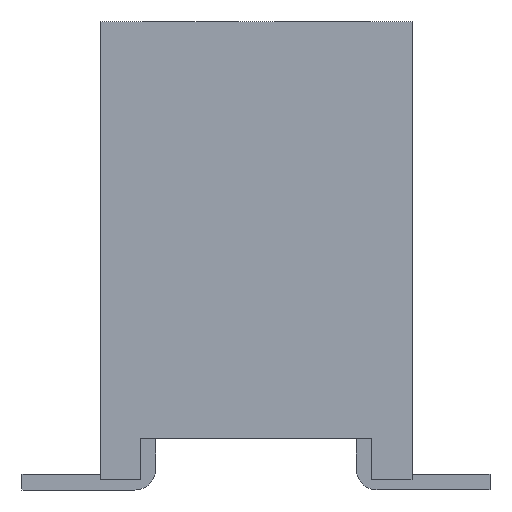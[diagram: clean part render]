
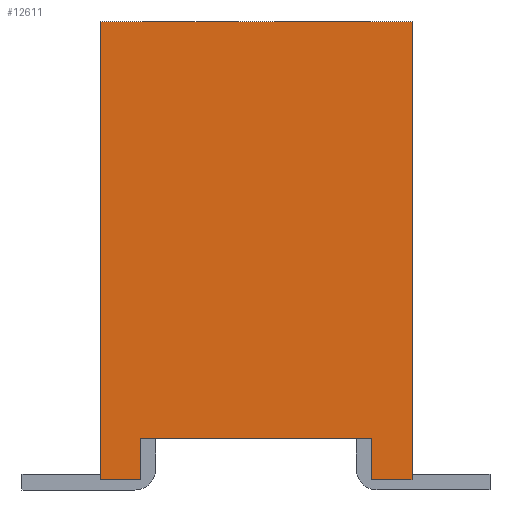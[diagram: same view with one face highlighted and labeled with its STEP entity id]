
A CAD part, front view. The second image highlights one B-rep face of the part: STEP entity #12611.
In plain terms, the highlighted planar face has unit normal (0, -1, 0).
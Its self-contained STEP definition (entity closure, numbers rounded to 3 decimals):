
#72 = PLANE('',#73);
#73 = AXIS2_PLACEMENT_3D('',#74,#75,#76);
#74 = CARTESIAN_POINT('',(-1.5,7.215,4.));
#75 = DIRECTION('',(1.,0.,0.));
#76 = DIRECTION('',(0.,1.,0.));
#126 = PLANE('',#127);
#127 = AXIS2_PLACEMENT_3D('',#128,#129,#130);
#128 = CARTESIAN_POINT('',(-1.115,-5.95,4.));
#129 = DIRECTION('',(1.,0.,0.));
#130 = DIRECTION('',(0.,1.,0.));
#344 = PLANE('',#345);
#345 = AXIS2_PLACEMENT_3D('',#346,#347,#348);
#346 = CARTESIAN_POINT('',(1.115,-6.75,4.));
#347 = DIRECTION('',(-1.,0.,0.));
#348 = DIRECTION('',(0.,-1.,0.));
#398 = PLANE('',#399);
#399 = AXIS2_PLACEMENT_3D('',#400,#401,#402);
#400 = CARTESIAN_POINT('',(1.5,-7.215,4.));
#401 = DIRECTION('',(-1.,0.,0.));
#402 = DIRECTION('',(0.,-1.,0.));
#644 = PLANE('',#645);
#645 = AXIS2_PLACEMENT_3D('',#646,#647,#648);
#646 = CARTESIAN_POINT('',(0.,0.,0.1));
#647 = DIRECTION('',(0.,0.,1.));
#648 = DIRECTION('',(1.,0.,0.));
#669 = VERTEX_POINT('',#670);
#670 = CARTESIAN_POINT('',(-1.115,-7.215,0.1));
#691 = EDGE_CURVE('',#692,#669,#694,.T.);
#692 = VERTEX_POINT('',#693);
#693 = CARTESIAN_POINT('',(-1.5,-7.215,0.1));
#694 = SURFACE_CURVE('',#695,(#699,#706),.PCURVE_S1.);
#695 = LINE('',#696,#697);
#696 = CARTESIAN_POINT('',(-1.5,-7.215,0.1));
#697 = VECTOR('',#698,1.);
#698 = DIRECTION('',(1.,0.,0.));
#699 = PCURVE('',#644,#700);
#700 = DEFINITIONAL_REPRESENTATION('',(#701),#705);
#701 = LINE('',#702,#703);
#702 = CARTESIAN_POINT('',(-1.5,-7.215));
#703 = VECTOR('',#704,1.);
#704 = DIRECTION('',(1.,0.));
#705 = ( GEOMETRIC_REPRESENTATION_CONTEXT(2) 
PARAMETRIC_REPRESENTATION_CONTEXT() REPRESENTATION_CONTEXT('2D SPACE',''
  ) );
#706 = PCURVE('',#707,#712);
#707 = PLANE('',#708);
#708 = AXIS2_PLACEMENT_3D('',#709,#710,#711);
#709 = CARTESIAN_POINT('',(-1.5,-7.215,4.));
#710 = DIRECTION('',(0.,1.,0.));
#711 = DIRECTION('',(-1.,0.,0.));
#712 = DEFINITIONAL_REPRESENTATION('',(#713),#717);
#713 = LINE('',#714,#715);
#714 = CARTESIAN_POINT('',(0.,-3.9));
#715 = VECTOR('',#716,1.);
#716 = DIRECTION('',(-1.,0.));
#717 = ( GEOMETRIC_REPRESENTATION_CONTEXT(2) 
PARAMETRIC_REPRESENTATION_CONTEXT() REPRESENTATION_CONTEXT('2D SPACE',''
  ) );
#754 = PLANE('',#755);
#755 = AXIS2_PLACEMENT_3D('',#756,#757,#758);
#756 = CARTESIAN_POINT('',(0.,0.,0.1));
#757 = DIRECTION('',(0.,0.,1.));
#758 = DIRECTION('',(1.,0.,0.));
#779 = VERTEX_POINT('',#780);
#780 = CARTESIAN_POINT('',(1.5,-7.215,0.1));
#801 = EDGE_CURVE('',#802,#779,#804,.T.);
#802 = VERTEX_POINT('',#803);
#803 = CARTESIAN_POINT('',(1.115,-7.215,0.1));
#804 = SURFACE_CURVE('',#805,(#809,#816),.PCURVE_S1.);
#805 = LINE('',#806,#807);
#806 = CARTESIAN_POINT('',(-1.5,-7.215,0.1));
#807 = VECTOR('',#808,1.);
#808 = DIRECTION('',(1.,0.,0.));
#809 = PCURVE('',#754,#810);
#810 = DEFINITIONAL_REPRESENTATION('',(#811),#815);
#811 = LINE('',#812,#813);
#812 = CARTESIAN_POINT('',(-1.5,-7.215));
#813 = VECTOR('',#814,1.);
#814 = DIRECTION('',(1.,0.));
#815 = ( GEOMETRIC_REPRESENTATION_CONTEXT(2) 
PARAMETRIC_REPRESENTATION_CONTEXT() REPRESENTATION_CONTEXT('2D SPACE',''
  ) );
#816 = PCURVE('',#707,#817);
#817 = DEFINITIONAL_REPRESENTATION('',(#818),#822);
#818 = LINE('',#819,#820);
#819 = CARTESIAN_POINT('',(0.,-3.9));
#820 = VECTOR('',#821,1.);
#821 = DIRECTION('',(-1.,0.));
#822 = ( GEOMETRIC_REPRESENTATION_CONTEXT(2) 
PARAMETRIC_REPRESENTATION_CONTEXT() REPRESENTATION_CONTEXT('2D SPACE',''
  ) );
#1876 = PLANE('',#1877);
#1877 = AXIS2_PLACEMENT_3D('',#1878,#1879,#1880);
#1878 = CARTESIAN_POINT('',(0.,0.,0.5)
  );
#1879 = DIRECTION('',(0.,0.,1.));
#1880 = DIRECTION('',(1.,0.,0.));
#3043 = VERTEX_POINT('',#3044);
#3044 = CARTESIAN_POINT('',(-1.115,-7.215,0.5));
#3065 = EDGE_CURVE('',#3043,#669,#3066,.T.);
#3066 = SURFACE_CURVE('',#3067,(#3071,#3078),.PCURVE_S1.);
#3067 = LINE('',#3068,#3069);
#3068 = CARTESIAN_POINT('',(-1.115,-7.215,0.5));
#3069 = VECTOR('',#3070,1.);
#3070 = DIRECTION('',(0.,0.,-1.));
#3071 = PCURVE('',#126,#3072);
#3072 = DEFINITIONAL_REPRESENTATION('',(#3073),#3077);
#3073 = LINE('',#3074,#3075);
#3074 = CARTESIAN_POINT('',(-1.265,-3.5));
#3075 = VECTOR('',#3076,1.);
#3076 = DIRECTION('',(-0.,-1.));
#3077 = ( GEOMETRIC_REPRESENTATION_CONTEXT(2) 
PARAMETRIC_REPRESENTATION_CONTEXT() REPRESENTATION_CONTEXT('2D SPACE',''
  ) );
#3078 = PCURVE('',#707,#3079);
#3079 = DEFINITIONAL_REPRESENTATION('',(#3080),#3084);
#3080 = LINE('',#3081,#3082);
#3081 = CARTESIAN_POINT('',(-0.385,-3.5));
#3082 = VECTOR('',#3083,1.);
#3083 = DIRECTION('',(0.,-1.));
#3084 = ( GEOMETRIC_REPRESENTATION_CONTEXT(2) 
PARAMETRIC_REPRESENTATION_CONTEXT() REPRESENTATION_CONTEXT('2D SPACE',''
  ) );
#6277 = EDGE_CURVE('',#6278,#802,#6280,.T.);
#6278 = VERTEX_POINT('',#6279);
#6279 = CARTESIAN_POINT('',(1.115,-7.215,0.5));
#6280 = SURFACE_CURVE('',#6281,(#6285,#6292),.PCURVE_S1.);
#6281 = LINE('',#6282,#6283);
#6282 = CARTESIAN_POINT('',(1.115,-7.215,0.5));
#6283 = VECTOR('',#6284,1.);
#6284 = DIRECTION('',(0.,0.,-1.));
#6285 = PCURVE('',#344,#6286);
#6286 = DEFINITIONAL_REPRESENTATION('',(#6287),#6291);
#6287 = LINE('',#6288,#6289);
#6288 = CARTESIAN_POINT('',(0.465,-3.5));
#6289 = VECTOR('',#6290,1.);
#6290 = DIRECTION('',(0.,-1.));
#6291 = ( GEOMETRIC_REPRESENTATION_CONTEXT(2) 
PARAMETRIC_REPRESENTATION_CONTEXT() REPRESENTATION_CONTEXT('2D SPACE',''
  ) );
#6292 = PCURVE('',#707,#6293);
#6293 = DEFINITIONAL_REPRESENTATION('',(#6294),#6298);
#6294 = LINE('',#6295,#6296);
#6295 = CARTESIAN_POINT('',(-2.615,-3.5));
#6296 = VECTOR('',#6297,1.);
#6297 = DIRECTION('',(0.,-1.));
#6298 = ( GEOMETRIC_REPRESENTATION_CONTEXT(2) 
PARAMETRIC_REPRESENTATION_CONTEXT() REPRESENTATION_CONTEXT('2D SPACE',''
  ) );
#11925 = PLANE('',#11926);
#11926 = AXIS2_PLACEMENT_3D('',#11927,#11928,#11929);
#11927 = CARTESIAN_POINT('',(1.09,7.215,4.5));
#11928 = DIRECTION('',(0.,0.,-1.));
#11929 = DIRECTION('',(-1.,0.,0.));
#12500 = VERTEX_POINT('',#12501);
#12501 = CARTESIAN_POINT('',(1.5,-7.215,4.5));
#12522 = EDGE_CURVE('',#12500,#779,#12523,.T.);
#12523 = SURFACE_CURVE('',#12524,(#12528,#12535),.PCURVE_S1.);
#12524 = LINE('',#12525,#12526);
#12525 = CARTESIAN_POINT('',(1.5,-7.215,4.));
#12526 = VECTOR('',#12527,1.);
#12527 = DIRECTION('',(0.,0.,-1.));
#12528 = PCURVE('',#398,#12529);
#12529 = DEFINITIONAL_REPRESENTATION('',(#12530),#12534);
#12530 = LINE('',#12531,#12532);
#12531 = CARTESIAN_POINT('',(0.,0.));
#12532 = VECTOR('',#12533,1.);
#12533 = DIRECTION('',(0.,-1.));
#12534 = ( GEOMETRIC_REPRESENTATION_CONTEXT(2) 
PARAMETRIC_REPRESENTATION_CONTEXT() REPRESENTATION_CONTEXT('2D SPACE',''
  ) );
#12535 = PCURVE('',#707,#12536);
#12536 = DEFINITIONAL_REPRESENTATION('',(#12537),#12541);
#12537 = LINE('',#12538,#12539);
#12538 = CARTESIAN_POINT('',(-3.,0.));
#12539 = VECTOR('',#12540,1.);
#12540 = DIRECTION('',(0.,-1.));
#12541 = ( GEOMETRIC_REPRESENTATION_CONTEXT(2) 
PARAMETRIC_REPRESENTATION_CONTEXT() REPRESENTATION_CONTEXT('2D SPACE',''
  ) );
#12611 = ADVANCED_FACE('',(#12612),#707,.F.);
#12612 = FACE_BOUND('',#12613,.T.);
#12613 = EDGE_LOOP('',(#12614,#12615,#12636,#12637,#12638,#12639,#12662,
    #12683));
#12614 = ORIENTED_EDGE('',*,*,#3065,.F.);
#12615 = ORIENTED_EDGE('',*,*,#12616,.T.);
#12616 = EDGE_CURVE('',#3043,#6278,#12617,.T.);
#12617 = SURFACE_CURVE('',#12618,(#12622,#12629),.PCURVE_S1.);
#12618 = LINE('',#12619,#12620);
#12619 = CARTESIAN_POINT('',(-1.115,-7.215,0.5));
#12620 = VECTOR('',#12621,1.);
#12621 = DIRECTION('',(1.,0.,0.));
#12622 = PCURVE('',#707,#12623);
#12623 = DEFINITIONAL_REPRESENTATION('',(#12624),#12628);
#12624 = LINE('',#12625,#12626);
#12625 = CARTESIAN_POINT('',(-0.385,-3.5));
#12626 = VECTOR('',#12627,1.);
#12627 = DIRECTION('',(-1.,0.));
#12628 = ( GEOMETRIC_REPRESENTATION_CONTEXT(2) 
PARAMETRIC_REPRESENTATION_CONTEXT() REPRESENTATION_CONTEXT('2D SPACE',''
  ) );
#12629 = PCURVE('',#1876,#12630);
#12630 = DEFINITIONAL_REPRESENTATION('',(#12631),#12635);
#12631 = LINE('',#12632,#12633);
#12632 = CARTESIAN_POINT('',(-1.115,-7.215));
#12633 = VECTOR('',#12634,1.);
#12634 = DIRECTION('',(1.,0.));
#12635 = ( GEOMETRIC_REPRESENTATION_CONTEXT(2) 
PARAMETRIC_REPRESENTATION_CONTEXT() REPRESENTATION_CONTEXT('2D SPACE',''
  ) );
#12636 = ORIENTED_EDGE('',*,*,#6277,.T.);
#12637 = ORIENTED_EDGE('',*,*,#801,.T.);
#12638 = ORIENTED_EDGE('',*,*,#12522,.F.);
#12639 = ORIENTED_EDGE('',*,*,#12640,.F.);
#12640 = EDGE_CURVE('',#12641,#12500,#12643,.T.);
#12641 = VERTEX_POINT('',#12642);
#12642 = CARTESIAN_POINT('',(-1.5,-7.215,4.5));
#12643 = SURFACE_CURVE('',#12644,(#12648,#12655),.PCURVE_S1.);
#12644 = LINE('',#12645,#12646);
#12645 = CARTESIAN_POINT('',(1.09,-7.215,4.5));
#12646 = VECTOR('',#12647,1.);
#12647 = DIRECTION('',(1.,0.,0.));
#12648 = PCURVE('',#707,#12649);
#12649 = DEFINITIONAL_REPRESENTATION('',(#12650),#12654);
#12650 = LINE('',#12651,#12652);
#12651 = CARTESIAN_POINT('',(-2.59,0.5));
#12652 = VECTOR('',#12653,1.);
#12653 = DIRECTION('',(-1.,0.));
#12654 = ( GEOMETRIC_REPRESENTATION_CONTEXT(2) 
PARAMETRIC_REPRESENTATION_CONTEXT() REPRESENTATION_CONTEXT('2D SPACE',''
  ) );
#12655 = PCURVE('',#11925,#12656);
#12656 = DEFINITIONAL_REPRESENTATION('',(#12657),#12661);
#12657 = LINE('',#12658,#12659);
#12658 = CARTESIAN_POINT('',(0.,-14.43));
#12659 = VECTOR('',#12660,1.);
#12660 = DIRECTION('',(-1.,0.));
#12661 = ( GEOMETRIC_REPRESENTATION_CONTEXT(2) 
PARAMETRIC_REPRESENTATION_CONTEXT() REPRESENTATION_CONTEXT('2D SPACE',''
  ) );
#12662 = ORIENTED_EDGE('',*,*,#12663,.T.);
#12663 = EDGE_CURVE('',#12641,#692,#12664,.T.);
#12664 = SURFACE_CURVE('',#12665,(#12669,#12676),.PCURVE_S1.);
#12665 = LINE('',#12666,#12667);
#12666 = CARTESIAN_POINT('',(-1.5,-7.215,4.));
#12667 = VECTOR('',#12668,1.);
#12668 = DIRECTION('',(0.,0.,-1.));
#12669 = PCURVE('',#707,#12670);
#12670 = DEFINITIONAL_REPRESENTATION('',(#12671),#12675);
#12671 = LINE('',#12672,#12673);
#12672 = CARTESIAN_POINT('',(0.,0.));
#12673 = VECTOR('',#12674,1.);
#12674 = DIRECTION('',(0.,-1.));
#12675 = ( GEOMETRIC_REPRESENTATION_CONTEXT(2) 
PARAMETRIC_REPRESENTATION_CONTEXT() REPRESENTATION_CONTEXT('2D SPACE',''
  ) );
#12676 = PCURVE('',#72,#12677);
#12677 = DEFINITIONAL_REPRESENTATION('',(#12678),#12682);
#12678 = LINE('',#12679,#12680);
#12679 = CARTESIAN_POINT('',(-14.43,0.));
#12680 = VECTOR('',#12681,1.);
#12681 = DIRECTION('',(-0.,-1.));
#12682 = ( GEOMETRIC_REPRESENTATION_CONTEXT(2) 
PARAMETRIC_REPRESENTATION_CONTEXT() REPRESENTATION_CONTEXT('2D SPACE',''
  ) );
#12683 = ORIENTED_EDGE('',*,*,#691,.T.);
